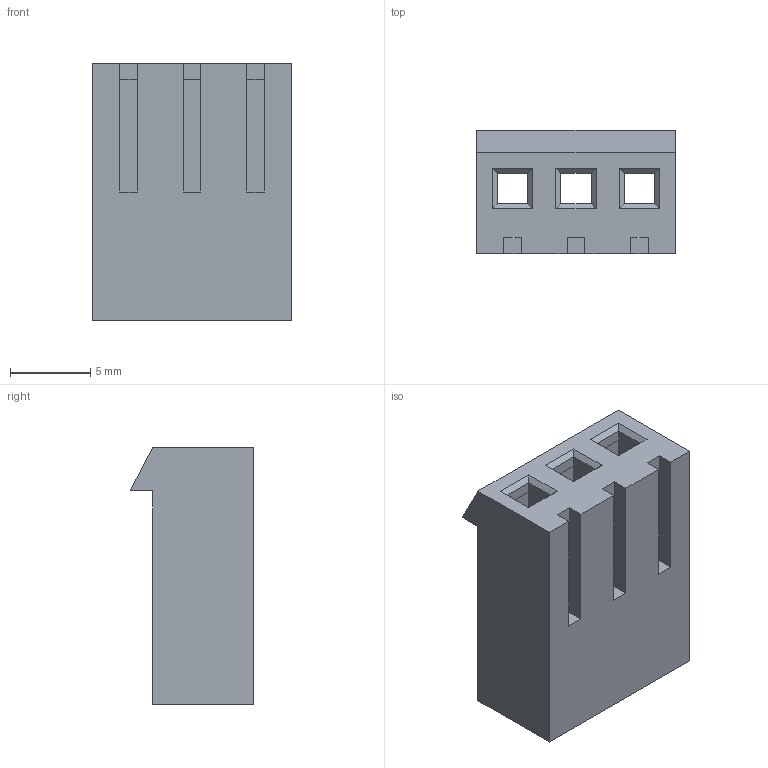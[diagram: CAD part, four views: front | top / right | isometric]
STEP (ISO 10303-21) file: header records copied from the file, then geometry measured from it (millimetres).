
FILE_DESCRIPTION( ( 'Unknown' ), '1' );
FILE_NAME( '645003113322.stp', 'Unknown', ( 'Unknown' ), ( 'Unknown' ), 'PSStep 17.0.49', 'Unknown', ' ' );
FILE_SCHEMA( ( 'AUTOMOTIVE_DESIGN { 1 0 10303 214 1 1 1 1 }' ) );
Length unit declared in the file: millimetre
Products named in the file (1): 1
Bounding box: 12.39 x 7.7 x 16 mm (x, y, z)
Volume: 768.1 mm3; surface area: 1435.3 mm2
Topology: 1 solids, 1 shells, 95 faces, 270 edges, 174 vertices
Faces by surface type: plane 95
Entity records: 3800 total; most frequent: CARTESIAN_POINT 540, ORIENTED_EDGE 540, DIRECTION 462, EDGE_CURVE 270, LINE 270, VECTOR 270, VERTEX_POINT 174, EDGE_LOOP 104
